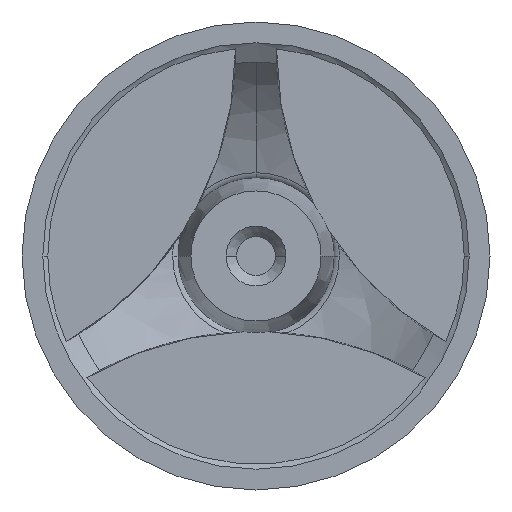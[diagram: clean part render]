
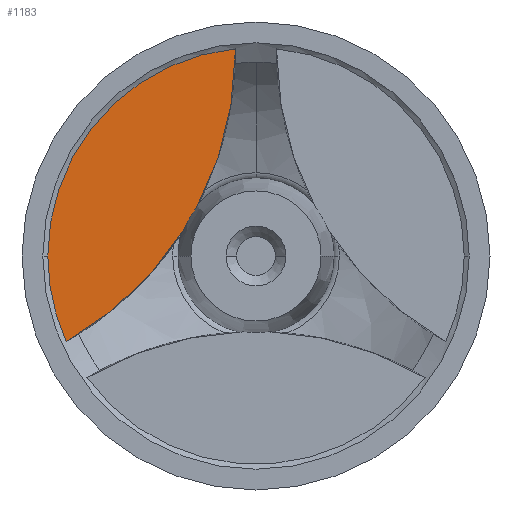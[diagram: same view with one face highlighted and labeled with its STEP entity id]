
A CAD part, front view. The second image highlights one B-rep face of the part: STEP entity #1183.
In plain terms, the highlighted planar face has unit normal (0, -1, 0).
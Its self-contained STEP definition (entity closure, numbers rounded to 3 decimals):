
#884=CARTESIAN_POINT('POINT45',(-7.27,1.429,
   5.883));
#885=VERTEX_POINT('VERTEX45',#884);
#895=CARTESIAN_POINT('POINT46',(-8.73,1.429,
   3.354));
#896=VERTEX_POINT('VERTEX46',#895);
#897=CARTESIAN_POINT('POS53',(0.,1.429,0.));
#898=DIRECTION('DIR91',(0.,1.,0.));
#899=DIRECTION('DIR92',(-1.,0.,0.));
#900=AXIS2_PLACEMENT_3D('AXIS39',#897,#898,#899);
#901=CIRCLE('ELLIPSE28',#900,9.352);
#902=EDGE_CURVE('EDGE65',#885,#896,#901,.F.);
#939=CARTESIAN_POINT('POINT48',(-23.176,1.429,
   -10.455));
#940=VERTEX_POINT('VERTEX48',#939);
#941=CARTESIAN_POINT('POS55',(-43.172,1.429,
   24.925));
#942=DIRECTION('DIR95',(0.,1.,0.));
#943=DIRECTION('DIR96',(1.,0.,0.));
#944=AXIS2_PLACEMENT_3D('AXIS41',#941,#942,#943);
#945=CIRCLE('ELLIPSE30',#944,40.64);
#946=EDGE_CURVE('EDGE69',#896,#940,#945,.T.);
#1145=CARTESIAN_POINT('POINT56',(-2.534,1.429,
   25.298));
#1146=VERTEX_POINT('VERTEX56',#1145);
#1147=CARTESIAN_POINT('POINT57',(-2.532,1.429,
   24.925));
#1148=VERTEX_POINT('VERTEX57',#1147);
#1149=CARTESIAN_POINT('POS73',(-43.172,1.429,
   24.925));
#1150=DIRECTION('DIR127',(0.,1.,0.));
#1151=DIRECTION('DIR128',(1.,0.,0.));
#1152=AXIS2_PLACEMENT_3D('AXIS55',#1149,#1150,#1151);
#1153=CIRCLE('ELLIPSE37',#1152,40.64);
#1154=EDGE_CURVE('EDGE84',#1146,#1148,#1153,.T.);
#1155=ORIENTED_EDGE('COEDGE146',*,*,#1154,.F.);
#1156=CARTESIAN_POINT('POINT58',(-25.425,1.429,
   0.));
#1157=VERTEX_POINT('VERTEX58',#1156);
#1158=CARTESIAN_POINT('POS74',(0.,1.429,0.));
#1159=DIRECTION('DIR129',(0.,1.,0.));
#1160=DIRECTION('DIR130',(1.,0.,0.));
#1161=AXIS2_PLACEMENT_3D('AXIS56',#1158,#1159,#1160);
#1162=CIRCLE('ELLIPSE38',#1161,25.425);
#1163=EDGE_CURVE('EDGE85',#1157,#1146,#1162,.T.);
#1164=ORIENTED_EDGE('COEDGE147',*,*,#1163,.F.);
#1165=CARTESIAN_POINT('POS75',(0.,1.429,0.));
#1166=DIRECTION('DIR131',(0.,1.,0.));
#1167=DIRECTION('DIR132',(1.,0.,0.));
#1168=AXIS2_PLACEMENT_3D('AXIS57',#1165,#1166,#1167);
#1169=CIRCLE('ELLIPSE39',#1168,25.425);
#1170=EDGE_CURVE('EDGE86',#940,#1157,#1169,.T.);
#1171=ORIENTED_EDGE('COEDGE148',*,*,#1170,.F.);
#1172=ORIENTED_EDGE('COEDGE149',*,*,#946,.F.);
#1173=ORIENTED_EDGE('COEDGE150',*,*,#902,.F.);
#1174=EDGE_CURVE('EDGE87',#1148,#885,#1153,.T.);
#1175=ORIENTED_EDGE('COEDGE151',*,*,#1174,.F.);
#1176=EDGE_LOOP('NONE',(#1155,#1164,#1171,#1172,#1173,#1175));
#1177=FACE_BOUND('LOOP1',#1176,.T.);
#1178=CARTESIAN_POINT('POS76',(0.,1.429,0.));
#1179=DIRECTION('DIR133',(0.,1.,0.));
#1180=DIRECTION('DIR134',(1.,0.,0.));
#1181=AXIS2_PLACEMENT_3D('AXIS58',#1178,#1179,#1180);
#1182=PLANE('PLANE4',#1181);
#1183=ADVANCED_FACE('FACE31',(#1177),#1182,.F.);
